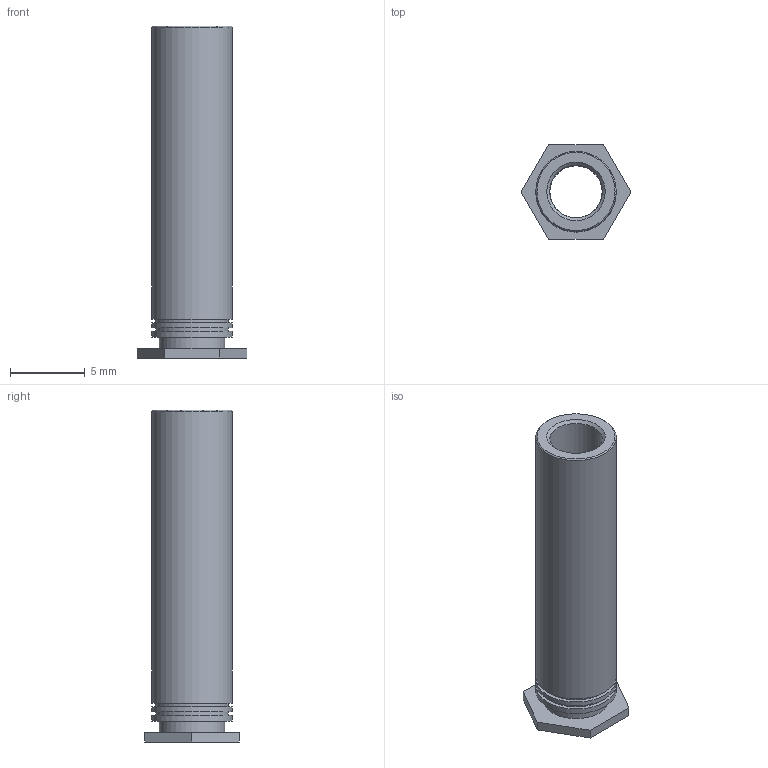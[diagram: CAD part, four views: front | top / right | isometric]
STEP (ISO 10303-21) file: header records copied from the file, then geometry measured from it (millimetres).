
FILE_DESCRIPTION((''),'2;1');
FILE_NAME('SO-632-28-ZI.stp','2012-07-02T08:50:23',('stlaus'),(''),'Autodesk Inventor 2011','Autodesk Inventor 2011','');
FILE_SCHEMA(('AUTOMOTIVE_DESIGN { 1 0 10303 214 1 1 1 1 }'));
Length unit declared in the file: inch
Products named in the file (2): Assembly1; SO-632-28 PEM THRU HOLE THD  STANDOFF
Assembly tree (1 placements, depth 2):
  Assembly1
    SO-632-28 PEM THRU HOLE THD  STANDOFF
Bounding box: 7.33 x 6.35 x 22.23 mm (x, y, z)
Volume: 289.6 mm3; surface area: 702.1 mm2
Topology: 1 solids, 1 shells, 25 faces, 48 edges, 32 vertices
Faces by surface type: plane 15, cylinder 8, cone 2
Full cylindrical faces by diameter (mm): 3.505 x1, 3.531 x1, 4.369 x1, 4.877 x2, 5.385 x3
Entity records: 632 total; most frequent: DIRECTION 110, CARTESIAN_POINT 94, ORIENTED_EDGE 72, AXIS2_PLACEMENT_3D 46, EDGE_LOOP 44, EDGE_CURVE 36, VERTEX_POINT 30, FACE_OUTER_BOUND 25
